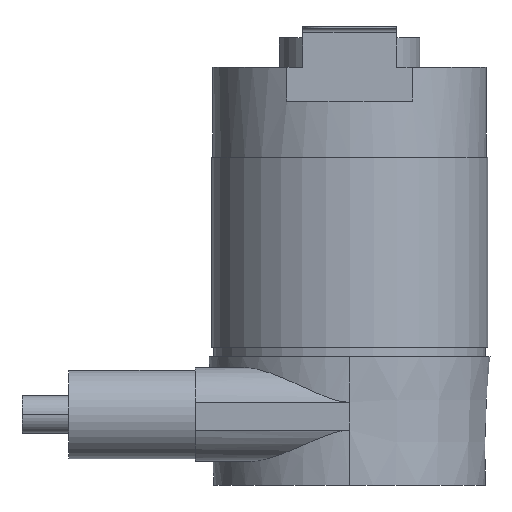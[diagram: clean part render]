
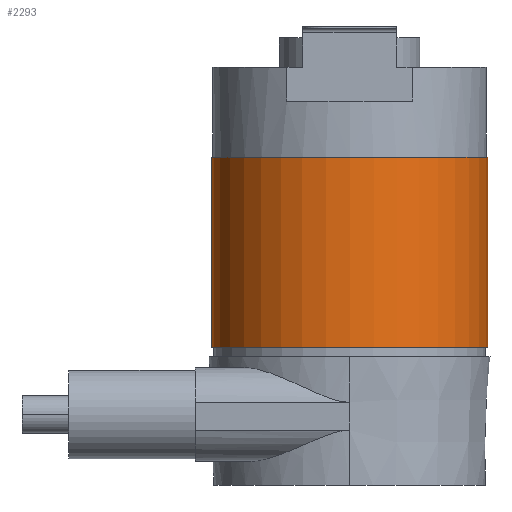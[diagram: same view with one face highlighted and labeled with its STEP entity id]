
A CAD part, front view. The second image highlights one B-rep face of the part: STEP entity #2293.
In plain terms, the highlighted cylindrical face has radius 29.5 mm (diameter 59 mm), a partial arc.
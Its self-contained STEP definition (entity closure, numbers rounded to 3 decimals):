
#531=CARTESIAN_POINT('',(0.,0.,15.75));
#532=DIRECTION('',(0.,0.,1.));
#533=DIRECTION('',(-1.,0.,0.));
#534=AXIS2_PLACEMENT_3D('',#531,#532,#533);
#539=DIRECTION('',(0.,0.,1.));
#540=VECTOR('',#539,40.606);
#541=CARTESIAN_POINT('',(-29.5,0.,15.75));
#542=LINE('',#541,#540);
#554=DIRECTION('',(0.,0.,1.));
#555=VECTOR('',#554,40.606);
#556=CARTESIAN_POINT('',(29.5,0.,15.75));
#557=LINE('',#556,#555);
#569=CARTESIAN_POINT('',(0.,0.,56.356));
#570=DIRECTION('',(0.,0.,1.));
#571=DIRECTION('',(-1.,0.,0.));
#572=AXIS2_PLACEMENT_3D('',#569,#570,#571);
#1659=CARTESIAN_POINT('',(-29.5,0.,15.75));
#1660=CARTESIAN_POINT('',(-29.5,0.,56.356));
#1661=VERTEX_POINT('',#1659);
#1662=VERTEX_POINT('',#1660);
#1667=CARTESIAN_POINT('',(29.5,0.,15.75));
#1668=CARTESIAN_POINT('',(29.5,0.,56.356));
#1669=VERTEX_POINT('',#1667);
#1670=VERTEX_POINT('',#1668);
#2279=CARTESIAN_POINT('',(0.,0.,10.345));
#2280=DIRECTION('',(0.,0.,1.));
#2281=DIRECTION('',(-1.,0.,0.));
#2282=AXIS2_PLACEMENT_3D('',#2279,#2280,#2281);
#2283=CYLINDRICAL_SURFACE('',#2282,29.5);
#2285=ORIENTED_EDGE('',*,*,#2284,.T.);
#2287=ORIENTED_EDGE('',*,*,#2286,.T.);
#2289=ORIENTED_EDGE('',*,*,#2288,.F.);
#2290=ORIENTED_EDGE('',*,*,#2268,.F.);
#2291=EDGE_LOOP('',(#2285,#2287,#2289,#2290));
#2292=FACE_OUTER_BOUND('',#2291,.F.);
#535=CIRCLE('',#534,29.5);
#573=CIRCLE('',#572,29.5);
#2268=EDGE_CURVE('',#1661,#1669,#535,.T.);
#2284=EDGE_CURVE('',#1661,#1662,#542,.T.);
#2286=EDGE_CURVE('',#1662,#1670,#573,.T.);
#2288=EDGE_CURVE('',#1669,#1670,#557,.T.);
#2293=ADVANCED_FACE('',(#2292),#2283,.T.);
